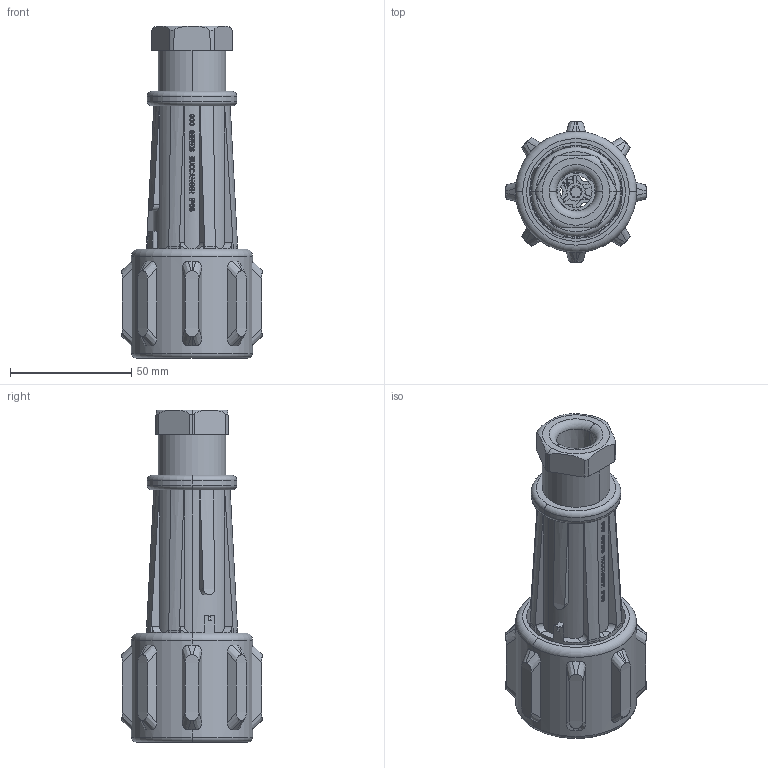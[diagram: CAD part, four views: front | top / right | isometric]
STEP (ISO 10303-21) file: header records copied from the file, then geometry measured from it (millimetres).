
FILE_DESCRIPTION(('STEP AP242'),'1');
FILE_NAME('px0911-03-s.stp','2023-04-25T15:42:03',('TraceParts'),('TraceParts S.A.'),'Spatial InterOp 3D',' ',' ');
FILE_SCHEMA(('AP242_MANAGED_MODEL_BASED_3D_ENGINEERING_MIM_LF {1 0 10303 442 1 1 4}'));
Length unit declared in the file: millimetre
Products named in the file (1): px0911-03-s_1
Bounding box: 58 x 58 x 137.1 mm (x, y, z)
Volume: 112467.7 mm3; surface area: 63874.2 mm2
Topology: 2 solids, 2 shells, 3870 faces, 10923 edges, 7260 vertices
Faces by surface type: plane 3451, cylinder 214, cone 112, bspline 58, torus 31, sphere 4
Entity records: 131470 total; most frequent: CARTESIAN_POINT 34737, ORIENTED_EDGE 21846, DIRECTION 17365, EDGE_CURVE 10923, LINE 7695, VECTOR 7695, VERTEX_POINT 7260, AXIS2_PLACEMENT_3D 4835
